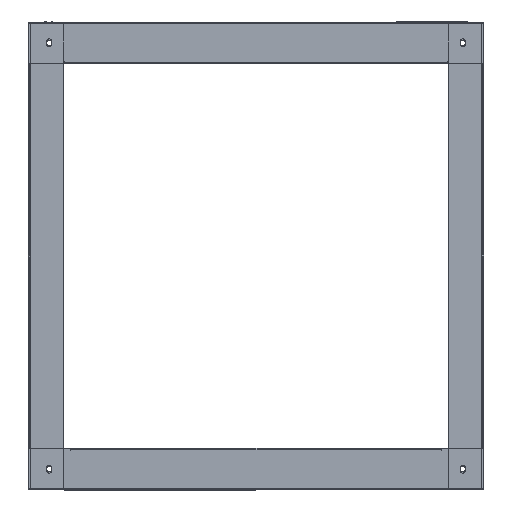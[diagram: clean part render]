
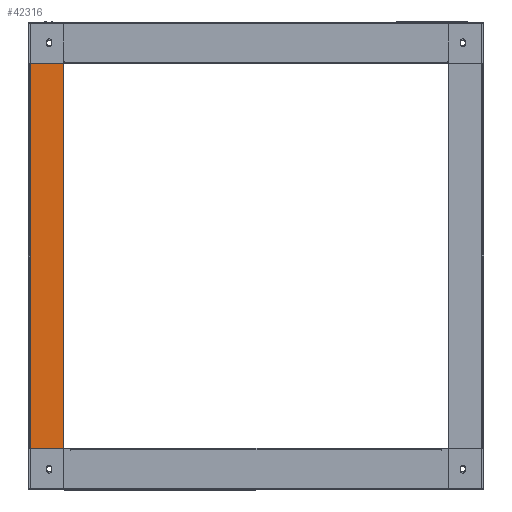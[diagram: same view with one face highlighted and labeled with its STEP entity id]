
A CAD part, front view. The second image highlights one B-rep face of the part: STEP entity #42316.
In plain terms, the highlighted face is planar.
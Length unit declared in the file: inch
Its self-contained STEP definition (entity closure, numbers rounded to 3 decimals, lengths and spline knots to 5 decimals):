
#1695 = DIRECTION ( 'NONE',  ( 0., -1., 0. ) ) ;
#2232 = LINE ( 'NONE', #40829, #46950 ) ;
#3121 = EDGE_CURVE ( 'NONE', #34186, #16812, #14542, .T. ) ;
#3532 = VECTOR ( 'NONE', #9441, 39.37008 ) ;
#8006 = DIRECTION ( 'NONE',  ( -1., 0., 0. ) ) ;
#9402 = DIRECTION ( 'NONE',  ( 0., 0., -1. ) ) ;
#9441 = DIRECTION ( 'NONE',  ( 0., 0., -1. ) ) ;
#9715 = CARTESIAN_POINT ( 'NONE',  ( 29.14862, 21.33071, 0. ) ) ;
#10894 = ORIENTED_EDGE ( 'NONE', *, *, #27257, .F. ) ;
#14542 = LINE ( 'NONE', #48362, #3532 ) ;
#16812 = VERTEX_POINT ( 'NONE', #55333 ) ;
#18233 = AXIS2_PLACEMENT_3D ( 'NONE', #46025, #8006, #36503 ) ;
#20061 = CARTESIAN_POINT ( 'NONE',  ( 29.14862, 21.41732, -9.03543 ) ) ;
#22422 = CARTESIAN_POINT ( 'NONE',  ( 29.14862, 21.33071, 9.03543 ) ) ;
#23813 = CARTESIAN_POINT ( 'NONE',  ( 29.14862, 19.76378, 9.03543 ) ) ;
#25415 = LINE ( 'NONE', #20061, #57100 ) ;
#26786 = ORIENTED_EDGE ( 'NONE', *, *, #60283, .F. ) ;
#27257 = EDGE_CURVE ( 'NONE', #51227, #57886, #47734, .T. ) ;
#27909 = CARTESIAN_POINT ( 'NONE',  ( 29.14862, 21.33071, -9.03543 ) ) ;
#34186 = VERTEX_POINT ( 'NONE', #23813 ) ;
#36503 = DIRECTION ( 'NONE',  ( 0., 0., 1. ) ) ;
#36796 = EDGE_CURVE ( 'NONE', #57886, #16812, #25415, .T. ) ;
#38495 = EDGE_LOOP ( 'NONE', ( #54084, #51654, #10894, #26786 ) ) ;
#39423 = VECTOR ( 'NONE', #9402, 39.37008 ) ;
#40829 = CARTESIAN_POINT ( 'NONE',  ( 29.14862, 20.38976, 9.03543 ) ) ;
#41570 = FACE_OUTER_BOUND ( 'NONE', #38495, .T. ) ;
#42316 = ADVANCED_FACE ( 'NONE', ( #41570 ), #51368, .F. ) ;
#46025 = CARTESIAN_POINT ( 'NONE',  ( 29.14862, 20.38976, 0. ) ) ;
#46950 = VECTOR ( 'NONE', #55358, 39.37008 ) ;
#47734 = LINE ( 'NONE', #9715, #39423 ) ;
#48362 = CARTESIAN_POINT ( 'NONE',  ( 29.14862, 19.76378, -10.88583 ) ) ;
#51227 = VERTEX_POINT ( 'NONE', #22422 ) ;
#51368 = PLANE ( 'NONE',  #18233 ) ;
#51654 = ORIENTED_EDGE ( 'NONE', *, *, #36796, .F. ) ;
#54084 = ORIENTED_EDGE ( 'NONE', *, *, #3121, .T. ) ;
#55333 = CARTESIAN_POINT ( 'NONE',  ( 29.14862, 19.76378, -9.03543 ) ) ;
#55358 = DIRECTION ( 'NONE',  ( 0., 1., 0. ) ) ;
#57100 = VECTOR ( 'NONE', #1695, 39.37008 ) ;
#57886 = VERTEX_POINT ( 'NONE', #27909 ) ;
#60283 = EDGE_CURVE ( 'NONE', #34186, #51227, #2232, .T. ) ;
